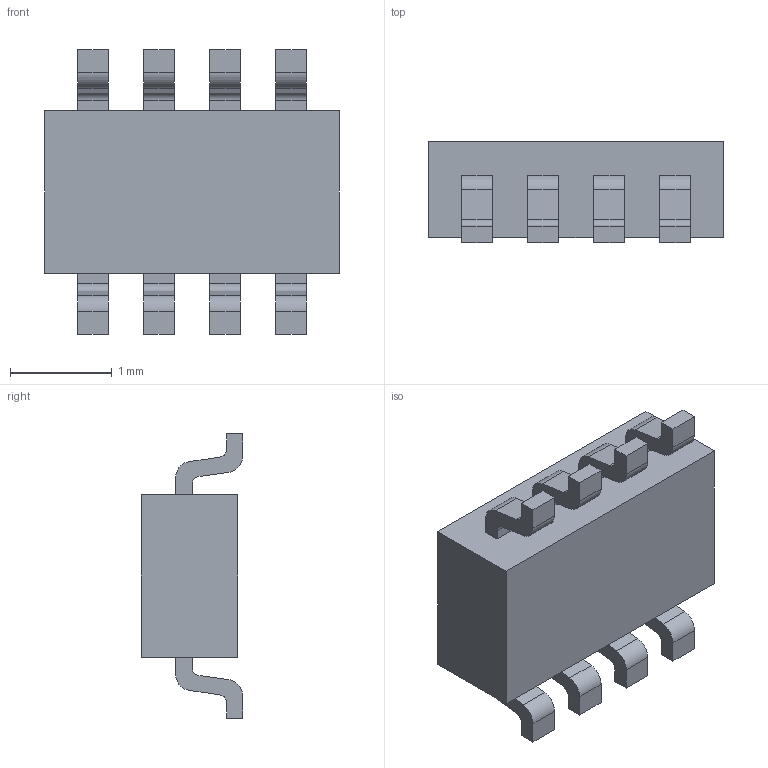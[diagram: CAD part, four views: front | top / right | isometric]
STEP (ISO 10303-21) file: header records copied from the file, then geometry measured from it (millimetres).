
FILE_DESCRIPTION (( 'STEP AP214' ), '1' );
FILE_NAME ('TSOT23-8.STEP', '2017-12-19T07:01:25', ( 'Microsoft' ), ( 'Microsoft' ), 'SwSTEP 2.0', 'SolidWorks 2018', '' );
FILE_SCHEMA (( 'AUTOMOTIVE_DESIGN' ));
Length unit declared in the file: millimetre
Products named in the file (4): User Library-TSOT-23-8-1_User Library-TSOT-23-8_Fuss_TSOT-23-8___ _________; User Library-TSOT-23-8-1_User Library-TSOT-23-8_Part TSOT-23-8___ _________; TSOT23-8; User Library-TSOT-23-8-1_User Library-TSOT-23-8_Assy_FUSS tsot238___ _________
Assembly tree (9 placements, depth 3):
  TSOT23-8
    User Library-TSOT-23-8-1_User Library-TSOT-23-8_Part TSOT-23-8___ _________
    User Library-TSOT-23-8-1_User Library-TSOT-23-8_Assy_FUSS tsot238___ _________  x2
      User Library-TSOT-23-8-1_User Library-TSOT-23-8_Fuss_TSOT-23-8___ _________
Bounding box: 2.9 x 1 x 2.8 mm (x, y, z)
Volume: 5 mm3; surface area: 29.8 mm2
Topology: 13 solids, 13 shells, 177 faces, 450 edges, 300 vertices
Faces by surface type: plane 127, cylinder 50
Entity records: 1097 total; most frequent: DIRECTION 138, CARTESIAN_POINT 126, ORIENTED_EDGE 108, EDGE_CURVE 54, AXIS2_PLACEMENT_3D 48, VECTOR 42, LINE 42, VERTEX_POINT 36
